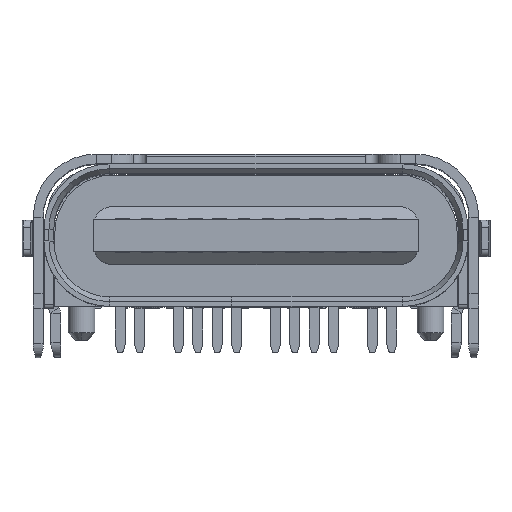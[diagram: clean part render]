
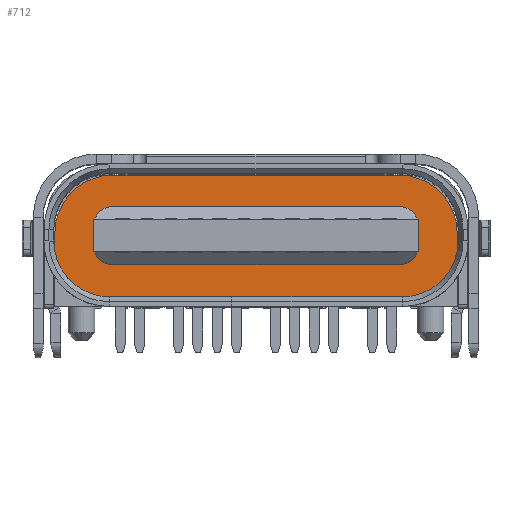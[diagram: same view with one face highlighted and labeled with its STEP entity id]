
A CAD part, top view. The second image highlights one B-rep face of the part: STEP entity #712.
In plain terms, the highlighted planar face has unit normal (0, 0, 1).
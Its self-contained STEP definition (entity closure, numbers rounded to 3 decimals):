
#712=ADVANCED_FACE('3592',(#2358,#2359),#2360,.T.);
#2358=FACE_OUTER_BOUND('',#4811,.T.);
#2359=FACE_BOUND('',#4812,.T.);
#2360=PLANE('',#4813);
#4811=EDGE_LOOP('',(#10807,#10808,#10809,#10810,#10811,#10812,#10813,#10814,#10815,#10816,#10817,#10818,#10819,#10820,#10821,#10822,#10823));
#4812=EDGE_LOOP('',(#10824,#10825,#10826,#10827,#10828,#10829,#10830,#10831,#10832,#10833));
#4813=AXIS2_PLACEMENT_3D('',#10834,#10835,#10836);
#10807=ORIENTED_EDGE('',*,*,#15153,.F.);
#10808=ORIENTED_EDGE('',*,*,#15151,.F.);
#10809=ORIENTED_EDGE('',*,*,#15150,.F.);
#10810=ORIENTED_EDGE('',*,*,#15147,.T.);
#10811=ORIENTED_EDGE('',*,*,#15146,.T.);
#10812=ORIENTED_EDGE('',*,*,#15144,.F.);
#10813=ORIENTED_EDGE('',*,*,#15139,.T.);
#10814=ORIENTED_EDGE('',*,*,#15149,.T.);
#10815=ORIENTED_EDGE('',*,*,#15135,.T.);
#10816=ORIENTED_EDGE('',*,*,#15131,.T.);
#10817=ORIENTED_EDGE('',*,*,#15143,.F.);
#10818=ORIENTED_EDGE('',*,*,#15130,.T.);
#10819=ORIENTED_EDGE('',*,*,#15134,.T.);
#10820=ORIENTED_EDGE('',*,*,#15127,.F.);
#10821=ORIENTED_EDGE('',*,*,#15124,.F.);
#10822=ORIENTED_EDGE('',*,*,#15121,.F.);
#10823=ORIENTED_EDGE('',*,*,#15117,.F.);
#10824=ORIENTED_EDGE('',*,*,#15332,.F.);
#10825=ORIENTED_EDGE('',*,*,#15339,.T.);
#10826=ORIENTED_EDGE('',*,*,#15350,.F.);
#10827=ORIENTED_EDGE('',*,*,#15344,.F.);
#10828=ORIENTED_EDGE('',*,*,#15351,.F.);
#10829=ORIENTED_EDGE('',*,*,#15346,.F.);
#10830=ORIENTED_EDGE('',*,*,#15352,.F.);
#10831=ORIENTED_EDGE('',*,*,#15353,.T.);
#10832=ORIENTED_EDGE('',*,*,#15354,.F.);
#10833=ORIENTED_EDGE('',*,*,#15163,.F.);
#10834=CARTESIAN_POINT('',(0.0,2.425,0.0));
#10835=DIRECTION('',(0.0,0.0,1.0));
#10836=DIRECTION('',(1.0,-0.0,0.0));
#15117=EDGE_CURVE('4727',#18777,#18779,#18780,.T.);
#15121=EDGE_CURVE('4728',#18779,#18784,#18785,.T.);
#15124=EDGE_CURVE('4729',#18784,#17962,#18788,.T.);
#15127=EDGE_CURVE('4730',#17962,#18790,#18792,.T.);
#15130=EDGE_CURVE('4732',#18263,#18795,#18797,.T.);
#15131=EDGE_CURVE('4733',#18798,#18799,#18800,.T.);
#15134=EDGE_CURVE('4731',#18795,#18790,#18803,.T.);
#15135=EDGE_CURVE('4734',#18804,#18798,#18805,.T.);
#15139=EDGE_CURVE('4736',#18811,#18809,#18812,.T.);
#15143=EDGE_CURVE('4558',#18263,#18799,#18816,.T.);
#15144=EDGE_CURVE('4547',#18811,#18493,#18817,.T.);
#15146=EDGE_CURVE('4737',#18818,#18493,#18820,.T.);
#15147=EDGE_CURVE('4738',#18821,#18818,#18822,.T.);
#15149=EDGE_CURVE('4735',#18809,#18804,#18824,.T.);
#15150=EDGE_CURVE('4739',#18821,#18589,#18825,.T.);
#15151=EDGE_CURVE('4740',#18589,#18826,#18827,.T.);
#15153=EDGE_CURVE('4741',#18826,#18777,#18829,.T.);
#15163=EDGE_CURVE('4742',#18846,#18841,#18848,.T.);
#15332=EDGE_CURVE('4751',#19125,#18846,#19128,.T.);
#15339=EDGE_CURVE('4750',#19125,#19139,#19141,.T.);
#15344=EDGE_CURVE('4748',#19146,#19148,#19149,.T.);
#15346=EDGE_CURVE('4746',#19151,#19152,#19153,.T.);
#15350=EDGE_CURVE('4749',#19148,#19139,#19159,.T.);
#15351=EDGE_CURVE('4747',#19152,#19146,#19160,.T.);
#15352=EDGE_CURVE('4745',#19161,#19151,#19162,.T.);
#15353=EDGE_CURVE('4744',#19161,#19163,#19164,.T.);
#15354=EDGE_CURVE('4743',#18841,#19163,#19165,.T.);
#17962=VERTEX_POINT('',#23109);
#18263=VERTEX_POINT('',#23563);
#18493=VERTEX_POINT('',#23918);
#18589=VERTEX_POINT('',#24048);
#18777=VERTEX_POINT('',#24345);
#18779=VERTEX_POINT('',#24348);
#18780=LINE('',#24349,#24350);
#18784=VERTEX_POINT('',#24357);
#18785=CIRCLE('',#24358,1.2);
#18788=LINE('',#24363,#24364);
#18790=VERTEX_POINT('',#24367);
#18792=CIRCLE('',#24370,1.15);
#18795=VERTEX_POINT('',#24374);
#18797=LINE('',#24376,#24377);
#18798=VERTEX_POINT('',#24378);
#18799=VERTEX_POINT('',#24379);
#18800=LINE('',#24380,#24381);
#18803=LINE('',#24384,#24385);
#18804=VERTEX_POINT('',#24386);
#18805=LINE('',#24387,#24388);
#18809=VERTEX_POINT('',#24394);
#18811=VERTEX_POINT('',#24396);
#18812=LINE('',#24397,#24398);
#18816=LINE('',#24404,#24405);
#18817=LINE('',#24406,#24407);
#18818=VERTEX_POINT('',#24408);
#18820=LINE('',#24410,#24411);
#18821=VERTEX_POINT('',#24412);
#18822=LINE('',#24413,#24414);
#18824=LINE('',#24417,#24418);
#18825=CIRCLE('',#24419,1.15);
#18826=VERTEX_POINT('',#24420);
#18827=LINE('',#24421,#24422);
#18829=CIRCLE('',#24425,1.2);
#18841=VERTEX_POINT('',#24442);
#18846=VERTEX_POINT('',#24449);
#18848=LINE('',#24452,#24453);
#19125=VERTEX_POINT('',#24909);
#19128=CIRCLE('',#24913,0.4);
#19139=VERTEX_POINT('',#24938);
#19141=LINE('',#24941,#24942);
#19146=VERTEX_POINT('',#24949);
#19148=VERTEX_POINT('',#24952);
#19149=CIRCLE('',#24953,0.15);
#19151=VERTEX_POINT('',#24956);
#19152=VERTEX_POINT('',#24957);
#19153=CIRCLE('',#24958,0.15);
#19159=CIRCLE('',#24966,0.4);
#19160=LINE('',#24967,#24968);
#19161=VERTEX_POINT('',#24969);
#19162=CIRCLE('',#24970,0.4);
#19163=VERTEX_POINT('',#24971);
#19164=LINE('',#24972,#24973);
#19165=CIRCLE('',#24974,0.4);
#23109=CARTESIAN_POINT('',(4.15,1.166,0.0));
#23563=CARTESIAN_POINT('',(1.641,0.05,0.0));
#23918=CARTESIAN_POINT('',(-1.641,0.05,0.));
#24048=CARTESIAN_POINT('',(-4.15,1.166,0.0));
#24345=CARTESIAN_POINT('',(-2.95,2.75,0.0));
#24348=CARTESIAN_POINT('',(2.95,2.75,0.0));
#24349=CARTESIAN_POINT('',(-2.95,2.75,0.0));
#24350=VECTOR('',#29496,5.9);
#24357=CARTESIAN_POINT('',(4.15,1.55,0.0));
#24358=AXIS2_PLACEMENT_3D('',#29500,#29501,#29502);
#24363=CARTESIAN_POINT('',(4.15,1.55,0.0));
#24364=VECTOR('',#29505,0.384);
#24367=CARTESIAN_POINT('',(3.02,0.23,0.0));
#24370=AXIS2_PLACEMENT_3D('',#29508,#29509,#29510);
#24374=CARTESIAN_POINT('',(1.641,0.23,0.0));
#24376=CARTESIAN_POINT('',(1.641,0.05,0.0));
#24377=VECTOR('',#29515,0.18);
#24378=CARTESIAN_POINT('',(1.363,0.23,0.0));
#24379=CARTESIAN_POINT('',(1.363,0.05,0.0));
#24380=CARTESIAN_POINT('',(1.363,0.23,0.0));
#24381=VECTOR('',#29516,0.18);
#24384=CARTESIAN_POINT('',(1.641,0.23,0.0));
#24385=VECTOR('',#29523,1.379);
#24386=CARTESIAN_POINT('',(0.5,0.23,0.0));
#24387=CARTESIAN_POINT('',(0.5,0.23,0.0));
#24388=VECTOR('',#29524,0.863);
#24394=CARTESIAN_POINT('',(-1.363,0.23,0.0));
#24396=CARTESIAN_POINT('',(-1.363,0.05,0.0));
#24397=CARTESIAN_POINT('',(-1.363,0.05,0.0));
#24398=VECTOR('',#29530,0.18);
#24404=CARTESIAN_POINT('',(1.641,0.05,0.0));
#24405=VECTOR('',#29536,0.278);
#24406=CARTESIAN_POINT('',(-1.363,0.05,0.0));
#24407=VECTOR('',#29537,0.278);
#24408=CARTESIAN_POINT('',(-1.641,0.23,0.));
#24410=CARTESIAN_POINT('',(-1.641,0.23,0.));
#24411=VECTOR('',#29541,0.18);
#24412=CARTESIAN_POINT('',(-3.02,0.23,0.0));
#24413=CARTESIAN_POINT('',(-3.02,0.23,0.0));
#24414=VECTOR('',#29542,1.379);
#24417=CARTESIAN_POINT('',(-1.363,0.23,0.0));
#24418=VECTOR('',#29544,1.863);
#24419=AXIS2_PLACEMENT_3D('',#29545,#29546,#29547);
#24420=CARTESIAN_POINT('',(-4.15,1.55,0.0));
#24421=CARTESIAN_POINT('',(-4.15,1.166,0.0));
#24422=VECTOR('',#29548,0.384);
#24425=AXIS2_PLACEMENT_3D('',#29550,#29551,#29552);
#24442=CARTESIAN_POINT('',(-2.95,2.1,0.0));
#24449=CARTESIAN_POINT('',(2.95,2.1,0.0));
#24452=CARTESIAN_POINT('',(2.95,2.1,0.0));
#24453=VECTOR('',#29564,5.9);
#24909=CARTESIAN_POINT('',(3.35,1.7,0.0));
#24913=AXIS2_PLACEMENT_3D('',#29759,#29760,#29761);
#24938=CARTESIAN_POINT('',(3.35,1.3,0.0));
#24941=CARTESIAN_POINT('',(3.35,1.7,0.0));
#24942=VECTOR('',#29770,0.4);
#24949=CARTESIAN_POINT('',(2.99,0.9,0.0));
#24952=CARTESIAN_POINT('',(3.051,0.913,0.0));
#24953=AXIS2_PLACEMENT_3D('',#29777,#29778,#29779);
#24956=CARTESIAN_POINT('',(-3.051,0.913,0.0));
#24957=CARTESIAN_POINT('',(-2.99,0.9,0.0));
#24958=AXIS2_PLACEMENT_3D('',#29781,#29782,#29783);
#24966=AXIS2_PLACEMENT_3D('',#29789,#29790,#29791);
#24967=CARTESIAN_POINT('',(-2.99,0.9,0.0));
#24968=VECTOR('',#29792,5.98);
#24969=CARTESIAN_POINT('',(-3.35,1.3,0.0));
#24970=AXIS2_PLACEMENT_3D('',#29793,#29794,#29795);
#24971=CARTESIAN_POINT('',(-3.35,1.7,0.0));
#24972=CARTESIAN_POINT('',(-3.35,1.3,0.0));
#24973=VECTOR('',#29796,0.4);
#24974=AXIS2_PLACEMENT_3D('',#29797,#29798,#29799);
#29496=DIRECTION('',(1.0,0.0,0.0));
#29500=CARTESIAN_POINT('',(2.95,1.55,0.0));
#29501=DIRECTION('',(0.0,0.0,-1.0));
#29502=DIRECTION('',(0.0,1.0,0.0));
#29505=DIRECTION('',(0.,-1.0,0.0));
#29508=CARTESIAN_POINT('',(3.02,1.38,0.0));
#29509=DIRECTION('',(0.0,0.0,-1.0));
#29510=DIRECTION('',(0.983,-0.186,0.0));
#29515=DIRECTION('',(0.0,1.0,0.0));
#29516=DIRECTION('',(0.,-1.0,0.0));
#29523=DIRECTION('',(1.0,0.0,0.0));
#29524=DIRECTION('',(1.0,0.0,0.0));
#29530=DIRECTION('',(0.,1.0,0.));
#29536=DIRECTION('',(-1.0,0.0,0.0));
#29537=DIRECTION('',(-1.0,0.0,0.));
#29541=DIRECTION('',(0.,-1.0,0.));
#29542=DIRECTION('',(1.0,0.0,0.));
#29544=DIRECTION('',(1.0,0.0,0.0));
#29545=CARTESIAN_POINT('',(-3.02,1.38,0.0));
#29546=DIRECTION('',(0.0,0.0,-1.0));
#29547=DIRECTION('',(0.0,-1.0,0.0));
#29548=DIRECTION('',(0.0,1.0,0.0));
#29550=CARTESIAN_POINT('',(-2.95,1.55,0.0));
#29551=DIRECTION('',(0.0,0.0,-1.0));
#29552=DIRECTION('',(-1.0,0.0,0.0));
#29564=DIRECTION('',(-1.0,0.0,0.0));
#29759=CARTESIAN_POINT('',(2.95,1.7,0.0));
#29760=DIRECTION('',(0.0,0.0,1.0));
#29761=DIRECTION('',(1.0,0.0,0.0));
#29770=DIRECTION('',(0.0,-1.0,0.0));
#29777=CARTESIAN_POINT('',(2.99,1.05,0.0));
#29778=DIRECTION('',(0.0,0.0,1.0));
#29779=DIRECTION('',(0.,-1.0,0.0));
#29781=CARTESIAN_POINT('',(-2.99,1.05,0.0));
#29782=DIRECTION('',(0.0,0.0,1.0));
#29783=DIRECTION('',(-0.409,-0.913,0.0));
#29789=CARTESIAN_POINT('',(2.95,1.3,0.0));
#29790=DIRECTION('',(0.0,0.0,1.0));
#29791=DIRECTION('',(0.254,-0.967,0.0));
#29792=DIRECTION('',(1.0,0.0,0.0));
#29793=CARTESIAN_POINT('',(-2.95,1.3,0.0));
#29794=DIRECTION('',(0.0,0.0,1.0));
#29795=DIRECTION('',(-1.0,0.0,0.0));
#29796=DIRECTION('',(0.0,1.0,0.0));
#29797=CARTESIAN_POINT('',(-2.95,1.7,0.0));
#29798=DIRECTION('',(0.0,-0.0,1.0));
#29799=DIRECTION('',(0.0,1.0,0.0));
